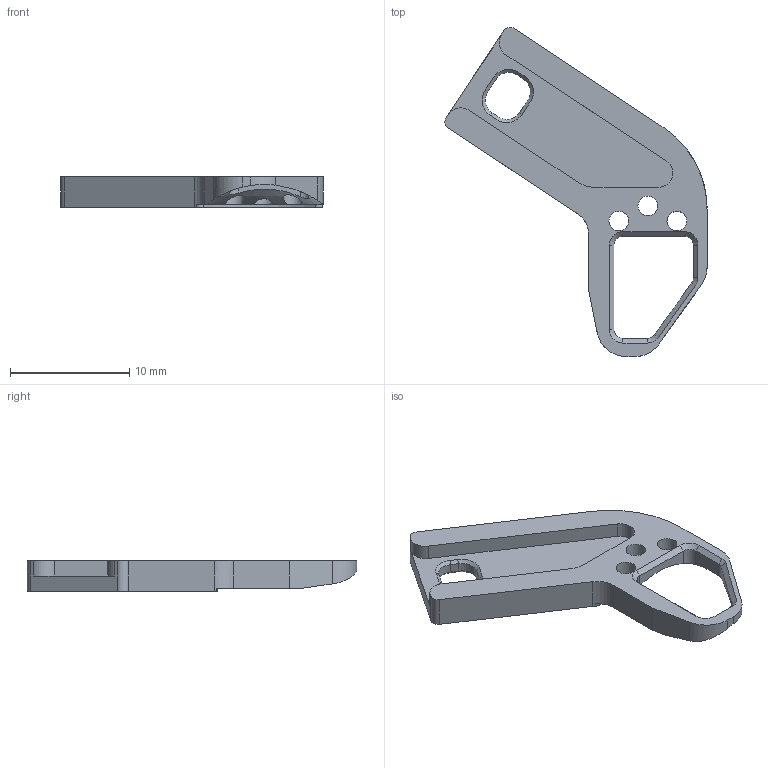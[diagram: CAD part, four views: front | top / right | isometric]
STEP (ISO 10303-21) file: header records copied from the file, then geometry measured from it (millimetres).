
FILE_DESCRIPTION(/* description */ ('MBS INLINE D TAB'),/* implementation_level */ '2;1');
FILE_NAME(/* name */ 'J005483 MBS INLINE D TAB Rev A.stp',/* time_stamp */ '2017-09-12T15:53:40-04:00',/* author */ ('arnoldj'),/* organization */ (''),/* preprocessor_version */ 'ST-DEVELOPER v15.6',/* originating_system */ 'Autodesk Inventor 2015',/* authorisation */ '');
FILE_SCHEMA (('CONFIG_CONTROL_DESIGN'));
Length unit declared in the file: inch
Products named in the file (1): MBS INLINE D TAB
Bounding box: 22 x 27.64 x 2.54 mm (x, y, z)
Volume: 419.1 mm3; surface area: 742.1 mm2
Topology: 1 solids, 1 shells, 78 faces, 214 edges, 134 vertices
Faces by surface type: plane 37, cylinder 27, cone 13, sphere 1
Full cylindrical faces by diameter (mm): 1.651 x3
Entity records: 2580 total; most frequent: CARTESIAN_POINT 552, DIRECTION 429, ORIENTED_EDGE 416, EDGE_CURVE 208, AXIS2_PLACEMENT_3D 153, VERTEX_POINT 131, LINE 123, VECTOR 123
